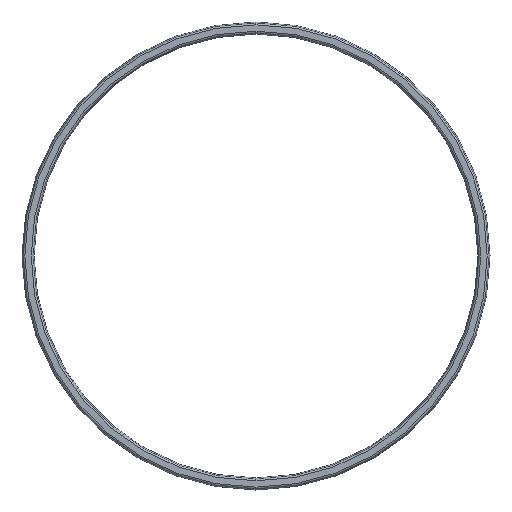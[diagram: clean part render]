
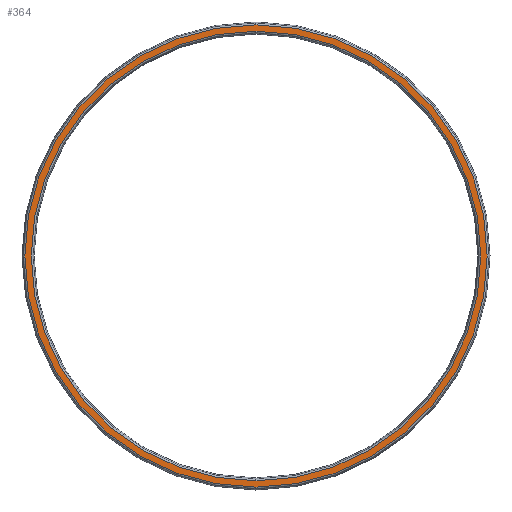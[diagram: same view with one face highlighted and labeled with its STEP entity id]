
A CAD part, front view. The second image highlights one B-rep face of the part: STEP entity #364.
In plain terms, the highlighted planar face has unit normal (0, -1, 0).
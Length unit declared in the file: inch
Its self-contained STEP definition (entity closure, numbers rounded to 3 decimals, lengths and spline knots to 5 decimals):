
#19 = DIRECTION ( 'NONE',  ( 0., 0., -1. ) ) ;
#36 = AXIS2_PLACEMENT_3D ( 'NONE', #274, #470, #381 ) ;
#42 = EDGE_CURVE ( 'NONE', #122, #340, #230, .T. ) ;
#64 = EDGE_CURVE ( 'NONE', #107, #511, #584, .T. ) ;
#101 = CIRCLE ( 'NONE', #36, 8.13512 ) ;
#107 = VERTEX_POINT ( 'NONE', #570 ) ;
#112 = AXIS2_PLACEMENT_3D ( 'NONE', #451, #202, #536 ) ;
#122 = VERTEX_POINT ( 'NONE', #460 ) ;
#132 = DIRECTION ( 'NONE',  ( 0., -1., 0. ) ) ;
#142 = CARTESIAN_POINT ( 'NONE',  ( 8.25, -0.3125, 0. ) ) ;
#146 = FACE_BOUND ( 'NONE', #350, .T. ) ;
#165 = ORIENTED_EDGE ( 'NONE', *, *, #64, .T. ) ;
#199 = CARTESIAN_POINT ( 'NONE',  ( 8.25, -0.3125, 8.36488 ) ) ;
#202 = DIRECTION ( 'NONE',  ( 0., -1., 0. ) ) ;
#204 = CIRCLE ( 'NONE', #383, 8.36488 ) ;
#220 = EDGE_CURVE ( 'NONE', #340, #122, #204, .T. ) ;
#230 = CIRCLE ( 'NONE', #601, 8.36488 ) ;
#245 = PLANE ( 'NONE',  #112 ) ;
#274 = CARTESIAN_POINT ( 'NONE',  ( 8.25, -0.3125, 0. ) ) ;
#278 = EDGE_LOOP ( 'NONE', ( #397, #369 ) ) ;
#281 = DIRECTION ( 'NONE',  ( 0., -1., 0. ) ) ;
#333 = ORIENTED_EDGE ( 'NONE', *, *, #594, .T. ) ;
#340 = VERTEX_POINT ( 'NONE', #199 ) ;
#350 = EDGE_LOOP ( 'NONE', ( #165, #333 ) ) ;
#352 = DIRECTION ( 'NONE',  ( 0., 0., -1. ) ) ;
#364 = ADVANCED_FACE ( 'NONE', ( #599, #146 ), #245, .T. ) ;
#369 = ORIENTED_EDGE ( 'NONE', *, *, #220, .T. ) ;
#381 = DIRECTION ( 'NONE',  ( 0., 0., -1. ) ) ;
#383 = AXIS2_PLACEMENT_3D ( 'NONE', #471, #281, #530 ) ;
#397 = ORIENTED_EDGE ( 'NONE', *, *, #42, .T. ) ;
#451 = CARTESIAN_POINT ( 'NONE',  ( -0.15625, -0.3125, 0. ) ) ;
#460 = CARTESIAN_POINT ( 'NONE',  ( 8.25, -0.3125, -8.36488 ) ) ;
#470 = DIRECTION ( 'NONE',  ( 0., 1., 0. ) ) ;
#471 = CARTESIAN_POINT ( 'NONE',  ( 8.25, -0.3125, 0. ) ) ;
#486 = CARTESIAN_POINT ( 'NONE',  ( 8.25, -0.3125, 0. ) ) ;
#511 = VERTEX_POINT ( 'NONE', #559 ) ;
#527 = DIRECTION ( 'NONE',  ( 0., 1., 0. ) ) ;
#530 = DIRECTION ( 'NONE',  ( 0., 0., -1. ) ) ;
#536 = DIRECTION ( 'NONE',  ( 0., 0., -1. ) ) ;
#543 = AXIS2_PLACEMENT_3D ( 'NONE', #486, #527, #19 ) ;
#559 = CARTESIAN_POINT ( 'NONE',  ( 8.25, -0.3125, 8.13512 ) ) ;
#570 = CARTESIAN_POINT ( 'NONE',  ( 8.25, -0.3125, -8.13512 ) ) ;
#584 = CIRCLE ( 'NONE', #543, 8.13512 ) ;
#594 = EDGE_CURVE ( 'NONE', #511, #107, #101, .T. ) ;
#599 = FACE_OUTER_BOUND ( 'NONE', #278, .T. ) ;
#601 = AXIS2_PLACEMENT_3D ( 'NONE', #142, #132, #352 ) ;
